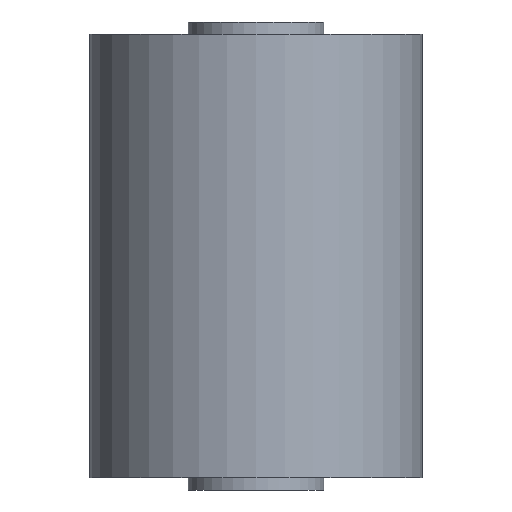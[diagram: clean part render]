
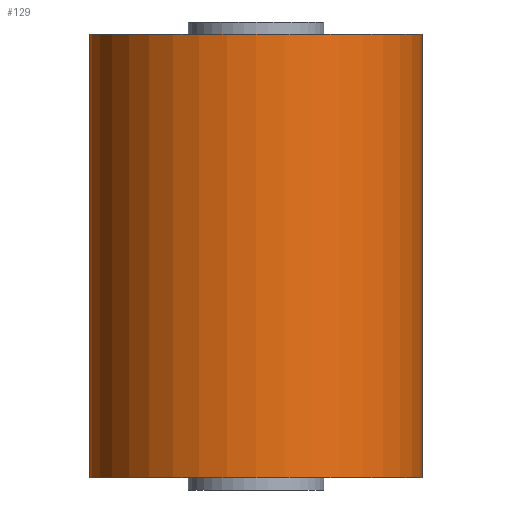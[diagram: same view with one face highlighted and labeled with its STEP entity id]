
A CAD part, front view. The second image highlights one B-rep face of the part: STEP entity #129.
In plain terms, the highlighted cylindrical face has radius 30 mm (diameter 60 mm), a partial arc.
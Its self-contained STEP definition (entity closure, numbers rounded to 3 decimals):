
#26 = DIRECTION ( 'NONE',  ( 1., 0., 0. ) ) ;
#36 = EDGE_CURVE ( 'NONE', #277, #220, #140, .T. ) ;
#50 = EDGE_CURVE ( 'NONE', #150, #125, #146, .T. ) ;
#74 = EDGE_LOOP ( 'NONE', ( #242, #135, #356, #349 ) ) ;
#79 = DIRECTION ( 'NONE',  ( 1., 0., 0. ) ) ;
#85 = DIRECTION ( 'NONE',  ( 0., 0., 1. ) ) ;
#110 = CARTESIAN_POINT ( 'NONE',  ( 30., 0., 40. ) ) ;
#115 = CYLINDRICAL_SURFACE ( 'NONE', #241, 30. ) ;
#125 = VERTEX_POINT ( 'NONE', #110 ) ;
#129 = ADVANCED_FACE ( 'NONE', ( #256 ), #115, .T. ) ;
#135 = ORIENTED_EDGE ( 'NONE', *, *, #371, .T. ) ;
#140 = LINE ( 'NONE', #370, #229 ) ;
#146 = LINE ( 'NONE', #281, #284 ) ;
#150 = VERTEX_POINT ( 'NONE', #343 ) ;
#151 = CARTESIAN_POINT ( 'NONE',  ( -30., 0., 40. ) ) ;
#164 = CIRCLE ( 'NONE', #327, 30. ) ;
#179 = CARTESIAN_POINT ( 'NONE',  ( -30., 0., -40. ) ) ;
#220 = VERTEX_POINT ( 'NONE', #151 ) ;
#229 = VECTOR ( 'NONE', #344, 1000. ) ;
#231 = DIRECTION ( 'NONE',  ( 0., 0., 1. ) ) ;
#240 = DIRECTION ( 'NONE',  ( 0., 0., 1. ) ) ;
#241 = AXIS2_PLACEMENT_3D ( 'NONE', #280, #310, #26 ) ;
#242 = ORIENTED_EDGE ( 'NONE', *, *, #36, .F. ) ;
#243 = DIRECTION ( 'NONE',  ( 1., 0., 0. ) ) ;
#256 = FACE_OUTER_BOUND ( 'NONE', #74, .T. ) ;
#277 = VERTEX_POINT ( 'NONE', #179 ) ;
#278 = CIRCLE ( 'NONE', #314, 30. ) ;
#280 = CARTESIAN_POINT ( 'NONE',  ( 0., 0., 98.434 ) ) ;
#281 = CARTESIAN_POINT ( 'NONE',  ( 30., 0., 98.434 ) ) ;
#284 = VECTOR ( 'NONE', #85, 1000. ) ;
#289 = CARTESIAN_POINT ( 'NONE',  ( 0., 0., 40. ) ) ;
#291 = EDGE_CURVE ( 'NONE', #220, #125, #278, .T. ) ;
#310 = DIRECTION ( 'NONE',  ( 0., 0., 1. ) ) ;
#314 = AXIS2_PLACEMENT_3D ( 'NONE', #289, #231, #243 ) ;
#327 = AXIS2_PLACEMENT_3D ( 'NONE', #332, #240, #79 ) ;
#332 = CARTESIAN_POINT ( 'NONE',  ( 0., 0., -40. ) ) ;
#343 = CARTESIAN_POINT ( 'NONE',  ( 30., 0., -40. ) ) ;
#344 = DIRECTION ( 'NONE',  ( 0., 0., 1. ) ) ;
#349 = ORIENTED_EDGE ( 'NONE', *, *, #291, .F. ) ;
#356 = ORIENTED_EDGE ( 'NONE', *, *, #50, .T. ) ;
#370 = CARTESIAN_POINT ( 'NONE',  ( -30., 0., 98.434 ) ) ;
#371 = EDGE_CURVE ( 'NONE', #277, #150, #164, .T. ) ;
